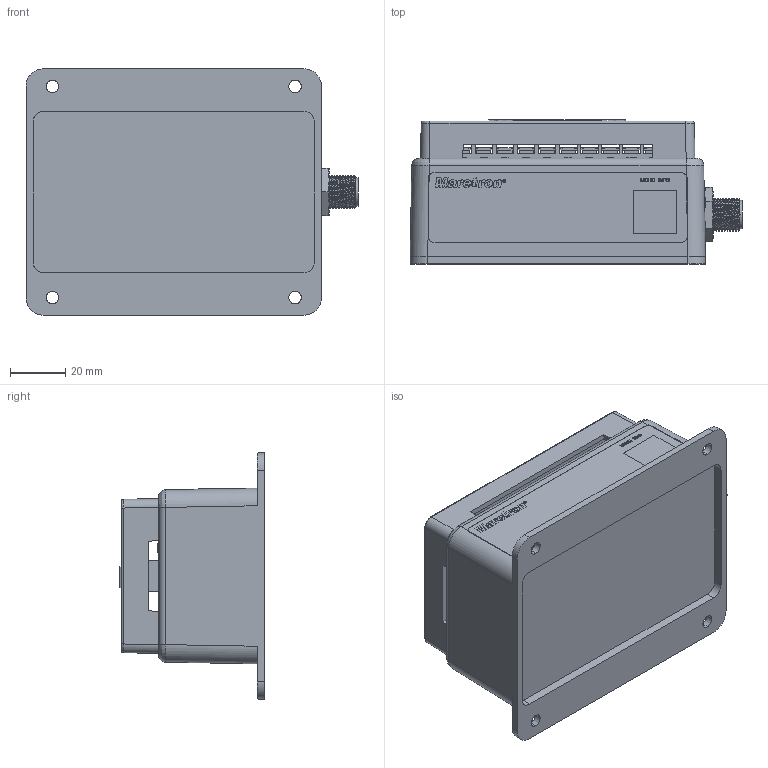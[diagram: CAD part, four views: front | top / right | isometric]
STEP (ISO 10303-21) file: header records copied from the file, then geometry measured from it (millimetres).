
FILE_DESCRIPTION((''),'2;1');
FILE_NAME('ACM100-01_SW0001','2019-11-08T09:42:06',('patrickmoody'),(''),'CREO PARAMETRIC BY PTC INC, 2018190','CREO PARAMETRIC BY PTC INC, 2018190','');
FILE_SCHEMA(('AUTOMOTIVE_DESIGN { 1 0 10303 214 1 1 1 1 }'));
Products named in the file (1): ACM100-01_SW0001
Bounding box: 119.87 x 52.07 x 88.9 mm (x, y, z)
Volume: 261816.9 mm3; surface area: 54843.9 mm2
Topology: 1 solids, 1 shells, 3211 faces, 8750 edges, 5788 vertices
Faces by surface type: plane 2491, extrusion 481, cylinder 110, cone 103, bspline 24, torus 2
Entity records: 133975 total; most frequent: CARTESIAN_POINT 30515, ORIENTED_EDGE 17500, DIRECTION 13682, EDGE_CURVE 8750, VECTOR 7705, LINE 7224, VERTEX_POINT 5788, PRESENTATION_STYLE_ASSIGNMENT 3666
